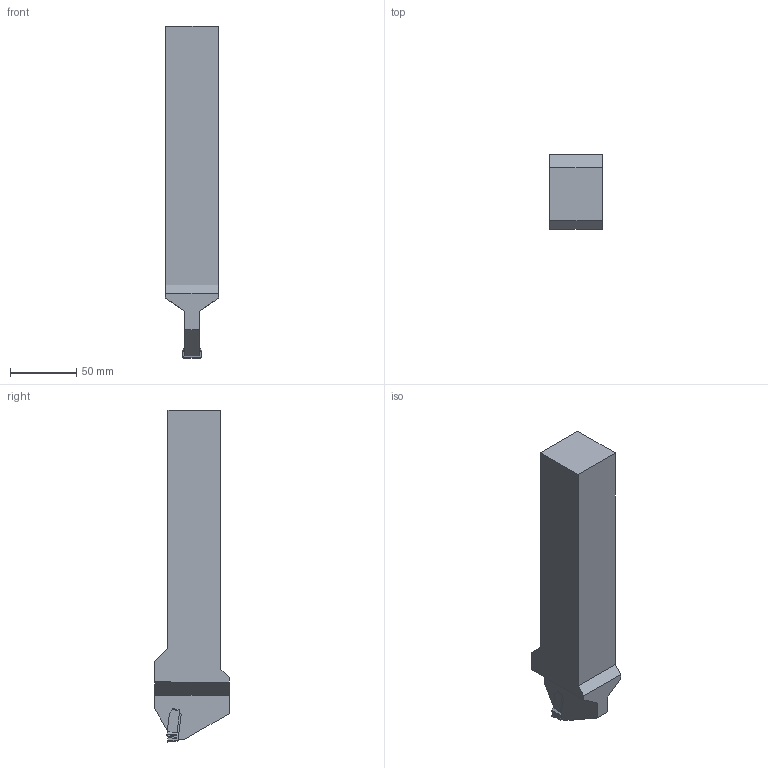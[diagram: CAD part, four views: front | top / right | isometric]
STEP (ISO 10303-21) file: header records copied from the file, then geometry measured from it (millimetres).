
FILE_DESCRIPTION(/* description */ (''),/* implementation_level */ '2;1');
FILE_NAME(/* name */ '1553144018226.stp',/* time_stamp */ '2019-03-21T10:23:50+06:00',/* author */ (''),/* organization */ ('SMS'),/* preprocessor_version */ 'ST-DEVELOPER v15',/* originating_system */ 'SIEMENS PLM Software NX 8.5',/* authorisation */ '');
FILE_SCHEMA (('AUTOMOTIVE_DESIGN { 1 0 10303 214 3 1 1 1 }'));
Length unit declared in the file: millimetre
Products named in the file (4): 201539480mod000_00; ASSEMBLY_CONSTRUCTION; 201711607mod000_00; 201711605mod000_00
Assembly tree (3 placements, depth 2):
  201711605mod000_00
    201711607mod000_00
    ASSEMBLY_CONSTRUCTION
    201539480mod000_00
Bounding box: 39.94 x 56.15 x 250 mm (x, y, z)
Volume: 363787.1 mm3; surface area: 42452.3 mm2
Topology: 2 solids, 2 shells, 78 faces, 219 edges, 151 vertices
Faces by surface type: plane 39, bspline 25, cylinder 12, extrusion 2
Entity records: 3275 total; most frequent: CARTESIAN_POINT 1369, ORIENTED_EDGE 436, DIRECTION 259, EDGE_CURVE 218, VERTEX_POINT 144, VECTOR 103, LINE 101, B_SPLINE_CURVE_WITH_KNOTS 96
